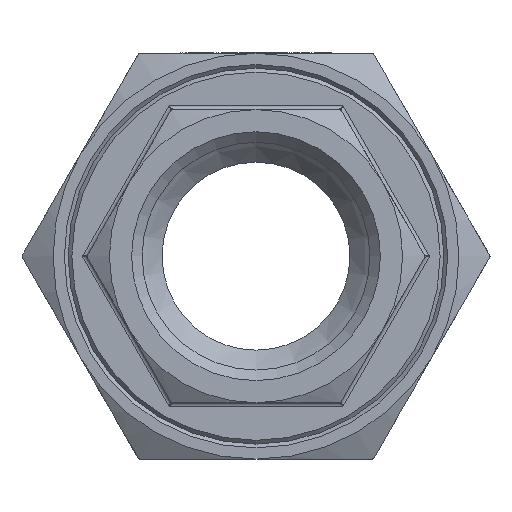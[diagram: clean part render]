
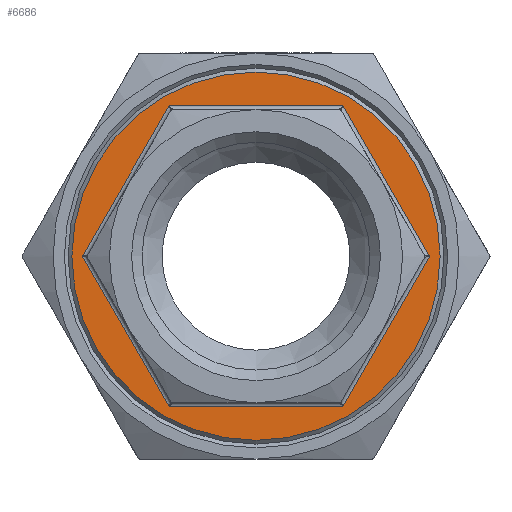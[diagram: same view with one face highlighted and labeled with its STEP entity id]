
A CAD part, left-side view. The second image highlights one B-rep face of the part: STEP entity #6686.
In plain terms, the highlighted planar face has unit normal (-1, 0, 0).
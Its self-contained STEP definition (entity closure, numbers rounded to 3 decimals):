
#2 = DIRECTION ( 'NONE',  ( 0., -1., 0. ) ) ;
#64 = VERTEX_POINT ( 'NONE', #75 ) ;
#75 = CARTESIAN_POINT ( 'NONE',  ( -10.25, 0., 24.5 ) ) ;
#159 = LINE ( 'NONE', #162, #9553 ) ;
#162 = CARTESIAN_POINT ( 'NONE',  ( -10.25, 20.135, -5.125 ) ) ;
#166 = DIRECTION ( 'NONE',  ( 0., -0.5, -0.866 ) ) ;
#1013 = VERTEX_POINT ( 'NONE', #12506 ) ;
#1031 = VERTEX_POINT ( 'NONE', #12548 ) ;
#1036 = VERTEX_POINT ( 'NONE', #12500 ) ;
#1048 = VERTEX_POINT ( 'NONE', #12546 ) ;
#1058 = VERTEX_POINT ( 'NONE', #12549 ) ;
#1063 = VERTEX_POINT ( 'NONE', #12557 ) ;
#1276 = EDGE_LOOP ( 'NONE', ( #10597, #10619, #10573, #10620, #10562, #10605 ) ) ;
#1293 = EDGE_LOOP ( 'NONE', ( #10574 ) ) ;
#6167 = LINE ( 'NONE', #6182, #9214 ) ;
#6182 = CARTESIAN_POINT ( 'NONE',  ( -10.25, 14.506, 14.875 ) ) ;
#6193 = DIRECTION ( 'NONE',  ( 0., 0.5, -0.866 ) ) ;
#6214 = DIRECTION ( 'NONE',  ( 0., 0.5, 0.866 ) ) ;
#6228 = CARTESIAN_POINT ( 'NONE',  ( -10.25, -20.135, 5.125 ) ) ;
#6239 = LINE ( 'NONE', #6228, #9212 ) ;
#6258 = CARTESIAN_POINT ( 'NONE',  ( -10.25, 0., 0. ) ) ;
#6261 = DIRECTION ( 'NONE',  ( -1., 0., 0. ) ) ;
#6277 = DIRECTION ( 'NONE',  ( 0., 0., 1. ) ) ;
#6359 = LINE ( 'NONE', #6402, #9276 ) ;
#6393 = DIRECTION ( 'NONE',  ( 0., 1., 0. ) ) ;
#6402 = CARTESIAN_POINT ( 'NONE',  ( -10.25, -5.629, 20. ) ) ;
#6686 = ADVANCED_FACE ( 'NONE', ( #13406, #13447 ), #13468, .T. ) ;
#6920 = EDGE_CURVE ( 'NONE', #1058, #1063, #6167, .T. ) ;
#6933 = EDGE_CURVE ( 'NONE', #1031, #1036, #6239, .T. ) ;
#6942 = EDGE_CURVE ( 'NONE', #64, #64, #9197, .T. ) ;
#6972 = AXIS2_PLACEMENT_3D ( 'NONE', #13452, #13427, #13467 ) ;
#8226 = EDGE_CURVE ( 'NONE', #1036, #1058, #6359, .T. ) ;
#8664 = EDGE_CURVE ( 'NONE', #1063, #1013, #159, .T. ) ;
#8670 = EDGE_CURVE ( 'NONE', #1048, #1031, #13535, .T. ) ;
#8715 = EDGE_CURVE ( 'NONE', #1013, #1048, #13714, .T. ) ;
#9182 = AXIS2_PLACEMENT_3D ( 'NONE', #6258, #6261, #6277 ) ;
#9197 = CIRCLE ( 'NONE', #9182, 24.5 ) ;
#9212 = VECTOR ( 'NONE', #6214, 1000. ) ;
#9214 = VECTOR ( 'NONE', #6193, 1000. ) ;
#9276 = VECTOR ( 'NONE', #6393, 1000. ) ;
#9523 = VECTOR ( 'NONE', #13541, 1000. ) ;
#9548 = VECTOR ( 'NONE', #2, 1000. ) ;
#9553 = VECTOR ( 'NONE', #166, 1000. ) ;
#10562 = ORIENTED_EDGE ( 'NONE', *, *, #8670, .F. ) ;
#10573 = ORIENTED_EDGE ( 'NONE', *, *, #8226, .F. ) ;
#10574 = ORIENTED_EDGE ( 'NONE', *, *, #6942, .T. ) ;
#10597 = ORIENTED_EDGE ( 'NONE', *, *, #8664, .F. ) ;
#10605 = ORIENTED_EDGE ( 'NONE', *, *, #8715, .F. ) ;
#10619 = ORIENTED_EDGE ( 'NONE', *, *, #6920, .F. ) ;
#10620 = ORIENTED_EDGE ( 'NONE', *, *, #6933, .F. ) ;
#12500 = CARTESIAN_POINT ( 'NONE',  ( -10.25, -11.547, 20. ) ) ;
#12506 = CARTESIAN_POINT ( 'NONE',  ( -10.25, 11.547, -20. ) ) ;
#12546 = CARTESIAN_POINT ( 'NONE',  ( -10.25, -11.547, -20. ) ) ;
#12548 = CARTESIAN_POINT ( 'NONE',  ( -10.25, -23.094, 0. ) ) ;
#12549 = CARTESIAN_POINT ( 'NONE',  ( -10.25, 11.547, 20. ) ) ;
#12557 = CARTESIAN_POINT ( 'NONE',  ( -10.25, 23.094, 0. ) ) ;
#13406 = FACE_OUTER_BOUND ( 'NONE', #1293, .T. ) ;
#13427 = DIRECTION ( 'NONE',  ( -1., 0., 0. ) ) ;
#13447 = FACE_BOUND ( 'NONE', #1276, .T. ) ;
#13452 = CARTESIAN_POINT ( 'NONE',  ( -10.25, 0., 0. ) ) ;
#13467 = DIRECTION ( 'NONE',  ( 0., -1., 0. ) ) ;
#13468 = PLANE ( 'NONE',  #6972 ) ;
#13535 = LINE ( 'NONE', #13570, #9523 ) ;
#13541 = DIRECTION ( 'NONE',  ( 0., -0.5, 0.866 ) ) ;
#13570 = CARTESIAN_POINT ( 'NONE',  ( -10.25, -14.506, -14.875 ) ) ;
#13714 = LINE ( 'NONE', #13743, #9548 ) ;
#13743 = CARTESIAN_POINT ( 'NONE',  ( -10.25, 5.629, -20. ) ) ;
